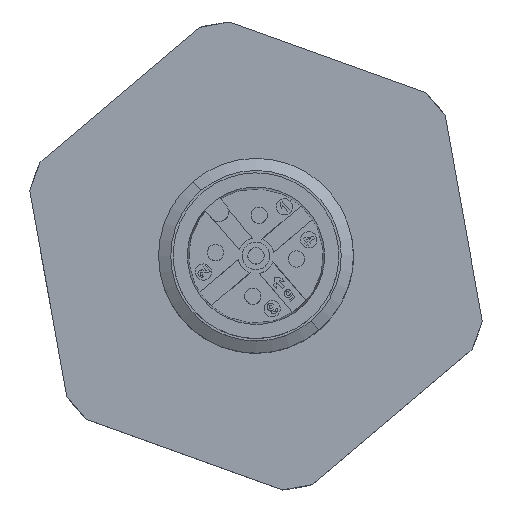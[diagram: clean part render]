
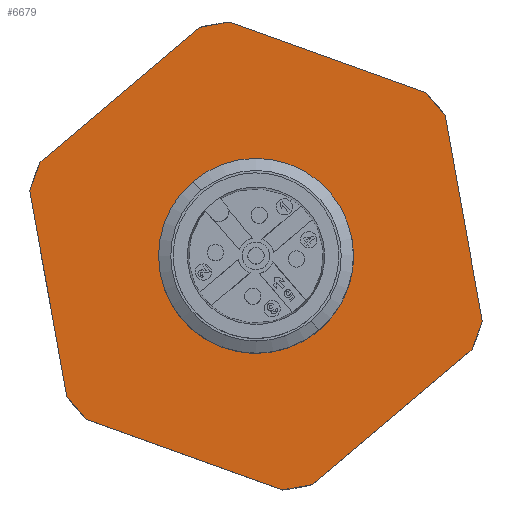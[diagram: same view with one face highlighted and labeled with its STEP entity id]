
A CAD part, top view. The second image highlights one B-rep face of the part: STEP entity #6679.
In plain terms, the highlighted planar face has unit normal (0, 0, 1).
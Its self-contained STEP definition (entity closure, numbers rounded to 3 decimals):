
#6511=AXIS2_PLACEMENT_3D('Circle Axis2P3D',#6509,#6510,$) ;
#6557=AXIS2_PLACEMENT_3D('Plane Axis2P3D',#6554,#6555,#6556) ;
#6506=CARTESIAN_POINT('Vertex',(19.839,15.472,23.6)) ;
#6509=CARTESIAN_POINT('Axis2P3D Location',(13.934,14.406,23.6)) ;
#6513=CARTESIAN_POINT('Vertex',(8.03,13.34,23.6)) ;
#6530=CARTESIAN_POINT('Control Point',(8.03,13.34,23.6)) ;
#6531=CARTESIAN_POINT('Control Point',(8.197,12.412,23.6)) ;
#6532=CARTESIAN_POINT('Control Point',(8.547,11.518,23.6)) ;
#6533=CARTESIAN_POINT('Control Point',(9.07,10.704,23.6)) ;
#6534=CARTESIAN_POINT('Control Point',(10.408,9.325,23.6)) ;
#6535=CARTESIAN_POINT('Control Point',(12.167,8.554,23.6)) ;
#6536=CARTESIAN_POINT('Control Point',(13.113,8.349,23.6)) ;
#6537=CARTESIAN_POINT('Control Point',(15.034,8.319,23.6)) ;
#6538=CARTESIAN_POINT('Control Point',(16.823,9.019,23.6)) ;
#6539=CARTESIAN_POINT('Control Point',(17.637,9.542,23.6)) ;
#6540=CARTESIAN_POINT('Control Point',(19.016,10.879,23.6)) ;
#6541=CARTESIAN_POINT('Control Point',(19.786,12.639,23.6)) ;
#6542=CARTESIAN_POINT('Control Point',(19.992,13.584,23.6)) ;
#6543=CARTESIAN_POINT('Control Point',(20.006,14.545,23.6)) ;
#6544=CARTESIAN_POINT('Control Point',(19.839,15.472,23.6)) ;
#6554=CARTESIAN_POINT('Axis2P3D Location',(16.177,33.346,23.6)) ;
#6560=CARTESIAN_POINT('Control Point',(27.869,10.396,23.6)) ;
#6561=CARTESIAN_POINT('Control Point',(27.765,10.035,23.6)) ;
#6562=CARTESIAN_POINT('Control Point',(27.65,9.678,23.6)) ;
#6563=CARTESIAN_POINT('Control Point',(27.522,9.324,23.6)) ;
#6564=CARTESIAN_POINT('Control Point',(27.384,8.975,23.6)) ;
#6565=CARTESIAN_POINT('Control Point',(27.235,8.631,23.6)) ;
#6566=CARTESIAN_POINT('Vertex',(27.869,10.396,23.6)) ;
#6568=CARTESIAN_POINT('Vertex',(27.235,8.631,23.6)) ;
#6571=CARTESIAN_POINT('Line Origine',(26.728,16.716,23.6)) ;
#6575=CARTESIAN_POINT('Vertex',(25.586,23.037,23.6)) ;
#6579=CARTESIAN_POINT('Control Point',(24.375,24.469,23.6)) ;
#6580=CARTESIAN_POINT('Control Point',(24.635,24.198,23.6)) ;
#6581=CARTESIAN_POINT('Control Point',(24.887,23.92,23.6)) ;
#6582=CARTESIAN_POINT('Control Point',(25.13,23.633,23.6)) ;
#6583=CARTESIAN_POINT('Control Point',(25.363,23.338,23.6)) ;
#6584=CARTESIAN_POINT('Control Point',(25.586,23.037,23.6)) ;
#6585=CARTESIAN_POINT('Vertex',(24.375,24.469,23.6)) ;
#6588=CARTESIAN_POINT('Line Origine',(18.33,26.64,23.6)) ;
#6592=CARTESIAN_POINT('Vertex',(12.286,28.812,23.6)) ;
#6596=CARTESIAN_POINT('Control Point',(10.44,28.479,23.6)) ;
#6597=CARTESIAN_POINT('Control Point',(10.804,28.569,23.6)) ;
#6598=CARTESIAN_POINT('Control Point',(11.171,28.648,23.6)) ;
#6599=CARTESIAN_POINT('Control Point',(11.542,28.715,23.6)) ;
#6600=CARTESIAN_POINT('Control Point',(11.913,28.769,23.6)) ;
#6601=CARTESIAN_POINT('Control Point',(12.286,28.812,23.6)) ;
#6602=CARTESIAN_POINT('Vertex',(10.44,28.479,23.6)) ;
#6605=CARTESIAN_POINT('Line Origine',(5.537,24.33,23.6)) ;
#6609=CARTESIAN_POINT('Vertex',(0.634,20.181,23.6)) ;
#6613=CARTESIAN_POINT('Control Point',(0.,18.416,23.6)) ;
#6614=CARTESIAN_POINT('Control Point',(0.104,18.777,23.6)) ;
#6615=CARTESIAN_POINT('Control Point',(0.219,19.134,23.6)) ;
#6616=CARTESIAN_POINT('Control Point',(0.346,19.488,23.6)) ;
#6617=CARTESIAN_POINT('Control Point',(0.485,19.837,23.6)) ;
#6618=CARTESIAN_POINT('Control Point',(0.634,20.181,23.6)) ;
#6619=CARTESIAN_POINT('Vertex',(0.,18.416,23.6)) ;
#6622=CARTESIAN_POINT('Line Origine',(1.141,12.096,23.6)) ;
#6626=CARTESIAN_POINT('Vertex',(2.283,5.775,23.6)) ;
#6630=CARTESIAN_POINT('Control Point',(3.494,4.343,23.6)) ;
#6631=CARTESIAN_POINT('Control Point',(3.234,4.614,23.6)) ;
#6632=CARTESIAN_POINT('Control Point',(2.982,4.892,23.6)) ;
#6633=CARTESIAN_POINT('Control Point',(2.739,5.179,23.6)) ;
#6634=CARTESIAN_POINT('Control Point',(2.506,5.474,23.6)) ;
#6635=CARTESIAN_POINT('Control Point',(2.283,5.775,23.6)) ;
#6636=CARTESIAN_POINT('Vertex',(3.494,4.343,23.6)) ;
#6639=CARTESIAN_POINT('Line Origine',(9.539,2.172,23.6)) ;
#6643=CARTESIAN_POINT('Vertex',(15.583,0.,23.6)) ;
#6647=CARTESIAN_POINT('Control Point',(17.429,0.333,23.6)) ;
#6648=CARTESIAN_POINT('Control Point',(17.065,0.243,23.6)) ;
#6649=CARTESIAN_POINT('Control Point',(16.698,0.164,23.6)) ;
#6650=CARTESIAN_POINT('Control Point',(16.327,0.097,23.6)) ;
#6651=CARTESIAN_POINT('Control Point',(15.956,0.043,23.6)) ;
#6652=CARTESIAN_POINT('Control Point',(15.583,0.,23.6)) ;
#6653=CARTESIAN_POINT('Vertex',(17.429,0.333,23.6)) ;
#6656=CARTESIAN_POINT('Line Origine',(22.332,4.482,23.6)) ;
#6510=DIRECTION('Axis2P3D Direction',(0.,0.,1.)) ;
#6555=DIRECTION('Axis2P3D Direction',(0.,0.,1.)) ;
#6556=DIRECTION('Axis2P3D XDirection',(0.646,-0.763,0.)) ;
#6572=DIRECTION('Vector Direction',(-0.178,0.984,0.)) ;
#6589=DIRECTION('Vector Direction',(-0.941,0.338,0.)) ;
#6606=DIRECTION('Vector Direction',(-0.763,-0.646,0.)) ;
#6623=DIRECTION('Vector Direction',(0.178,-0.984,0.)) ;
#6640=DIRECTION('Vector Direction',(0.941,-0.338,0.)) ;
#6657=DIRECTION('Vector Direction',(0.763,0.646,0.)) ;
#6573=VECTOR('Line Direction',#6572,1.) ;
#6590=VECTOR('Line Direction',#6589,1.) ;
#6607=VECTOR('Line Direction',#6606,1.) ;
#6624=VECTOR('Line Direction',#6623,1.) ;
#6641=VECTOR('Line Direction',#6640,1.) ;
#6658=VECTOR('Line Direction',#6657,1.) ;
#6662=ORIENTED_EDGE('',*,*,#6570,.F.) ;
#6663=ORIENTED_EDGE('',*,*,#6577,.T.) ;
#6664=ORIENTED_EDGE('',*,*,#6587,.F.) ;
#6665=ORIENTED_EDGE('',*,*,#6594,.T.) ;
#6666=ORIENTED_EDGE('',*,*,#6604,.F.) ;
#6667=ORIENTED_EDGE('',*,*,#6611,.T.) ;
#6668=ORIENTED_EDGE('',*,*,#6621,.F.) ;
#6669=ORIENTED_EDGE('',*,*,#6628,.T.) ;
#6670=ORIENTED_EDGE('',*,*,#6638,.F.) ;
#6671=ORIENTED_EDGE('',*,*,#6645,.T.) ;
#6672=ORIENTED_EDGE('',*,*,#6655,.F.) ;
#6673=ORIENTED_EDGE('',*,*,#6660,.T.) ;
#6676=ORIENTED_EDGE('',*,*,#6545,.F.) ;
#6677=ORIENTED_EDGE('',*,*,#6515,.F.) ;
#6678=FACE_BOUND('',#6675,.T.) ;
#6679=ADVANCED_FACE('Hauptk\X2\00F6\X0\rper',(#6674,#6678),#6558,.T.) ;
#6529=B_SPLINE_CURVE_WITH_KNOTS('',5,(#6530,#6531,#6532,#6533,#6534,#6535,#6536,#6537,#6538,#6539,#6540,#6541,#6542,#6543,#6544),.UNSPECIFIED.,.F.,.U.,(6,3,3,3,6),(-9.425,-4.712,0.,4.712,9.425),.UNSPECIFIED.) ;
#6559=B_SPLINE_CURVE_WITH_KNOTS('',5,(#6560,#6561,#6562,#6563,#6564,#6565),.UNSPECIFIED.,.F.,.U.,(6,6),(0.,2.654),.UNSPECIFIED.) ;
#6578=B_SPLINE_CURVE_WITH_KNOTS('',5,(#6579,#6580,#6581,#6582,#6583,#6584),.UNSPECIFIED.,.F.,.U.,(6,6),(0.,2.654),.UNSPECIFIED.) ;
#6595=B_SPLINE_CURVE_WITH_KNOTS('',5,(#6596,#6597,#6598,#6599,#6600,#6601),.UNSPECIFIED.,.F.,.U.,(6,6),(0.,2.654),.UNSPECIFIED.) ;
#6612=B_SPLINE_CURVE_WITH_KNOTS('',5,(#6613,#6614,#6615,#6616,#6617,#6618),.UNSPECIFIED.,.F.,.U.,(6,6),(0.,2.654),.UNSPECIFIED.) ;
#6629=B_SPLINE_CURVE_WITH_KNOTS('',5,(#6630,#6631,#6632,#6633,#6634,#6635),.UNSPECIFIED.,.F.,.U.,(6,6),(0.,2.654),.UNSPECIFIED.) ;
#6646=B_SPLINE_CURVE_WITH_KNOTS('',5,(#6647,#6648,#6649,#6650,#6651,#6652),.UNSPECIFIED.,.F.,.U.,(6,6),(0.,2.654),.UNSPECIFIED.) ;
#6512=CIRCLE('generated circle',#6511,6.) ;
#6515=EDGE_CURVE('',#6507,#6514,#6512,.T.) ;
#6545=EDGE_CURVE('',#6514,#6507,#6529,.T.) ;
#6570=EDGE_CURVE('',#6567,#6569,#6559,.T.) ;
#6577=EDGE_CURVE('',#6567,#6576,#6574,.T.) ;
#6587=EDGE_CURVE('',#6586,#6576,#6578,.T.) ;
#6594=EDGE_CURVE('',#6586,#6593,#6591,.T.) ;
#6604=EDGE_CURVE('',#6603,#6593,#6595,.T.) ;
#6611=EDGE_CURVE('',#6603,#6610,#6608,.T.) ;
#6621=EDGE_CURVE('',#6620,#6610,#6612,.T.) ;
#6628=EDGE_CURVE('',#6620,#6627,#6625,.T.) ;
#6638=EDGE_CURVE('',#6637,#6627,#6629,.T.) ;
#6645=EDGE_CURVE('',#6637,#6644,#6642,.T.) ;
#6655=EDGE_CURVE('',#6654,#6644,#6646,.T.) ;
#6660=EDGE_CURVE('',#6654,#6569,#6659,.T.) ;
#6661=EDGE_LOOP('',(#6662,#6663,#6664,#6665,#6666,#6667,#6668,#6669,#6670,#6671,#6672,#6673)) ;
#6675=EDGE_LOOP('',(#6676,#6677)) ;
#6674=FACE_OUTER_BOUND('',#6661,.T.) ;
#6574=LINE('Line',#6571,#6573) ;
#6591=LINE('Line',#6588,#6590) ;
#6608=LINE('Line',#6605,#6607) ;
#6625=LINE('Line',#6622,#6624) ;
#6642=LINE('Line',#6639,#6641) ;
#6659=LINE('Line',#6656,#6658) ;
#6558=PLANE('',#6557) ;
#6507=VERTEX_POINT('',#6506) ;
#6514=VERTEX_POINT('',#6513) ;
#6567=VERTEX_POINT('',#6566) ;
#6569=VERTEX_POINT('',#6568) ;
#6576=VERTEX_POINT('',#6575) ;
#6586=VERTEX_POINT('',#6585) ;
#6593=VERTEX_POINT('',#6592) ;
#6603=VERTEX_POINT('',#6602) ;
#6610=VERTEX_POINT('',#6609) ;
#6620=VERTEX_POINT('',#6619) ;
#6627=VERTEX_POINT('',#6626) ;
#6637=VERTEX_POINT('',#6636) ;
#6644=VERTEX_POINT('',#6643) ;
#6654=VERTEX_POINT('',#6653) ;
